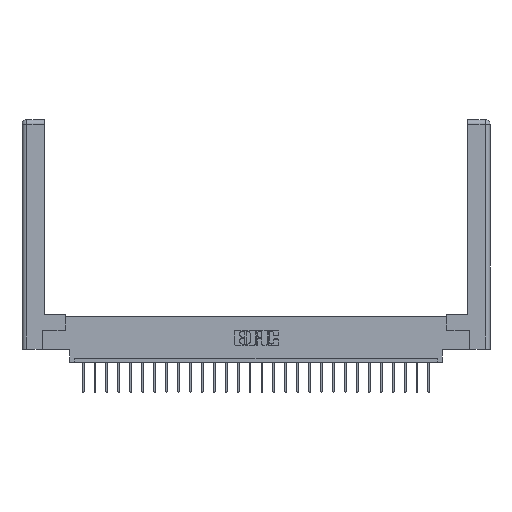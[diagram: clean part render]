
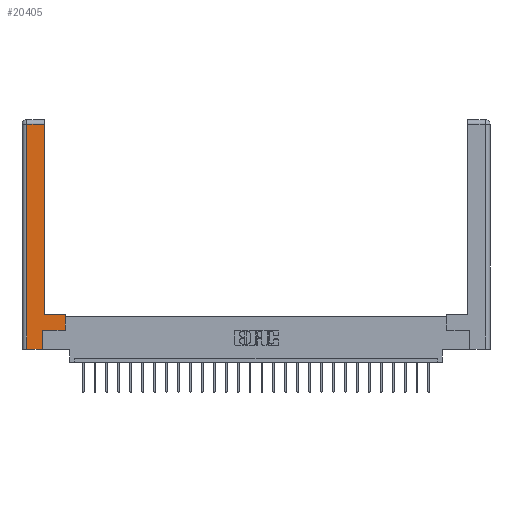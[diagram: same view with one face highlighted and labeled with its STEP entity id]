
A CAD part, top view. The second image highlights one B-rep face of the part: STEP entity #20405.
In plain terms, the highlighted planar face has unit normal (0, 0, 1).
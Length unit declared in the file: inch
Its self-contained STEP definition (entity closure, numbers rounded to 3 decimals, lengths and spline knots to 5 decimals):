
#13 = EDGE_CURVE ( 'NONE', #812, #5070, #6957, .T. ) ;
#20 = VECTOR ( 'NONE', #4695, 39.37008 ) ;
#296 = DIRECTION ( 'NONE',  ( -1., 0., 0. ) ) ;
#487 = ORIENTED_EDGE ( 'NONE', *, *, #10433, .T. ) ;
#587 = EDGE_CURVE ( 'NONE', #3919, #21098, #14899, .T. ) ;
#812 = VERTEX_POINT ( 'NONE', #5364 ) ;
#906 = DIRECTION ( 'NONE',  ( 0., 1., 0. ) ) ;
#989 = ORIENTED_EDGE ( 'NONE', *, *, #587, .T. ) ;
#1527 = VECTOR ( 'NONE', #906, 39.37008 ) ;
#1996 = DIRECTION ( 'NONE',  ( 0., 1., 0. ) ) ;
#2038 = LINE ( 'NONE', #13621, #11651 ) ;
#3013 = CARTESIAN_POINT ( 'NONE',  ( 0.565, 0.45, 0. ) ) ;
#3230 = CARTESIAN_POINT ( 'NONE',  ( 0.265, 0., 0. ) ) ;
#3577 = ORIENTED_EDGE ( 'NONE', *, *, #22661, .T. ) ;
#3775 = LINE ( 'NONE', #6883, #19500 ) ;
#3919 = VERTEX_POINT ( 'NONE', #13950 ) ;
#4695 = DIRECTION ( 'NONE',  ( -1., 0., 0. ) ) ;
#4730 = LINE ( 'NONE', #12535, #25971 ) ;
#4742 = CARTESIAN_POINT ( 'NONE',  ( 0.565, 0.45, 0. ) ) ;
#5062 = DIRECTION ( 'NONE',  ( -1., 0., 0. ) ) ;
#5070 = VERTEX_POINT ( 'NONE', #3013 ) ;
#5364 = CARTESIAN_POINT ( 'NONE',  ( 0.565, 0.245, 0. ) ) ;
#6883 = CARTESIAN_POINT ( 'NONE',  ( 0.565, 0.245, 0. ) ) ;
#6957 = LINE ( 'NONE', #4742, #1527 ) ;
#7016 = CARTESIAN_POINT ( 'NONE',  ( 0.0615, 2.94, 0. ) ) ;
#7149 = VECTOR ( 'NONE', #12038, 39.37008 ) ;
#7186 = CARTESIAN_POINT ( 'NONE',  ( 0.0615, 0., 0. ) ) ;
#7702 = LINE ( 'NONE', #7016, #20 ) ;
#8568 = EDGE_CURVE ( 'NONE', #21098, #812, #3775, .T. ) ;
#9554 = EDGE_LOOP ( 'NONE', ( #3577, #10033, #487, #16961, #989, #14483, #23960, #22224 ) ) ;
#9973 = CARTESIAN_POINT ( 'NONE',  ( 0.0615, 0., 0. ) ) ;
#10033 = ORIENTED_EDGE ( 'NONE', *, *, #16824, .T. ) ;
#10433 = EDGE_CURVE ( 'NONE', #15098, #25420, #16496, .T. ) ;
#10775 = AXIS2_PLACEMENT_3D ( 'NONE', #17470, #25358, #5062 ) ;
#11651 = VECTOR ( 'NONE', #22011, 39.37008 ) ;
#12038 = DIRECTION ( 'NONE',  ( 0., -1., 0. ) ) ;
#12535 = CARTESIAN_POINT ( 'NONE',  ( 0.295, 0.45, 0. ) ) ;
#13621 = CARTESIAN_POINT ( 'NONE',  ( 0.295, 3., 0. ) ) ;
#13890 = CARTESIAN_POINT ( 'NONE',  ( 0.265, 0.245, 0. ) ) ;
#13950 = CARTESIAN_POINT ( 'NONE',  ( 0.265, 0., 0. ) ) ;
#14483 = ORIENTED_EDGE ( 'NONE', *, *, #8568, .T. ) ;
#14899 = LINE ( 'NONE', #24279, #24237 ) ;
#15098 = VERTEX_POINT ( 'NONE', #18404 ) ;
#16496 = LINE ( 'NONE', #9973, #7149 ) ;
#16824 = EDGE_CURVE ( 'NONE', #18312, #15098, #7702, .T. ) ;
#16961 = ORIENTED_EDGE ( 'NONE', *, *, #20951, .T. ) ;
#17417 = CARTESIAN_POINT ( 'NONE',  ( 0.295, 0.45, 0. ) ) ;
#17470 = CARTESIAN_POINT ( 'NONE',  ( 0., 0., 0. ) ) ;
#18312 = VERTEX_POINT ( 'NONE', #23414 ) ;
#18404 = CARTESIAN_POINT ( 'NONE',  ( 0.0615, 2.94, 0. ) ) ;
#18567 = LINE ( 'NONE', #3230, #23364 ) ;
#19500 = VECTOR ( 'NONE', #22991, 39.37008 ) ;
#19962 = EDGE_CURVE ( 'NONE', #5070, #23385, #4730, .T. ) ;
#20405 = ADVANCED_FACE ( 'NONE', ( #22087 ), #23646, .F. ) ;
#20951 = EDGE_CURVE ( 'NONE', #25420, #3919, #18567, .T. ) ;
#21098 = VERTEX_POINT ( 'NONE', #13890 ) ;
#22011 = DIRECTION ( 'NONE',  ( 0., 1., 0. ) ) ;
#22087 = FACE_OUTER_BOUND ( 'NONE', #9554, .T. ) ;
#22224 = ORIENTED_EDGE ( 'NONE', *, *, #19962, .T. ) ;
#22661 = EDGE_CURVE ( 'NONE', #23385, #18312, #2038, .T. ) ;
#22991 = DIRECTION ( 'NONE',  ( 1., 0., 0. ) ) ;
#23364 = VECTOR ( 'NONE', #25603, 39.37008 ) ;
#23385 = VERTEX_POINT ( 'NONE', #17417 ) ;
#23414 = CARTESIAN_POINT ( 'NONE',  ( 0.295, 2.94, 0. ) ) ;
#23646 = PLANE ( 'NONE',  #10775 ) ;
#23960 = ORIENTED_EDGE ( 'NONE', *, *, #13, .T. ) ;
#24237 = VECTOR ( 'NONE', #1996, 39.37008 ) ;
#24279 = CARTESIAN_POINT ( 'NONE',  ( 0.265, 0.245, 0. ) ) ;
#25358 = DIRECTION ( 'NONE',  ( 0., 0., -1. ) ) ;
#25420 = VERTEX_POINT ( 'NONE', #7186 ) ;
#25603 = DIRECTION ( 'NONE',  ( 1., 0., 0. ) ) ;
#25971 = VECTOR ( 'NONE', #296, 39.37008 ) ;
